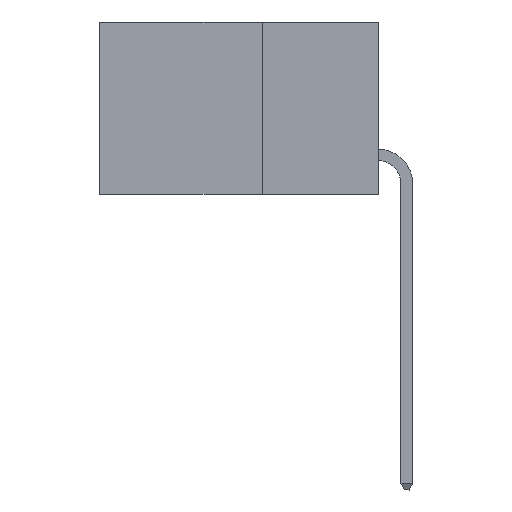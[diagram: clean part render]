
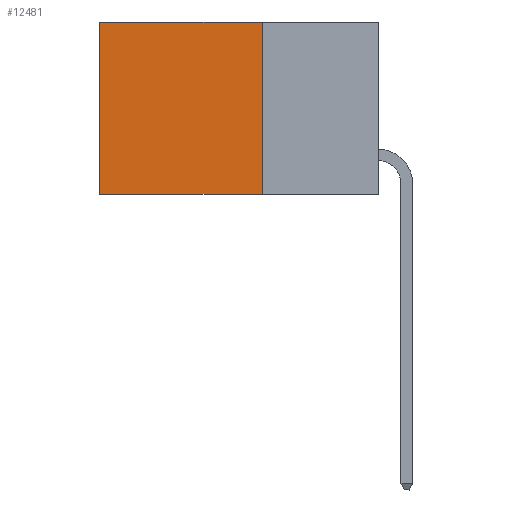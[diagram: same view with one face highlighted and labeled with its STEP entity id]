
A CAD part, left-side view. The second image highlights one B-rep face of the part: STEP entity #12481.
In plain terms, the highlighted planar face has unit normal (-1, 0, 0).
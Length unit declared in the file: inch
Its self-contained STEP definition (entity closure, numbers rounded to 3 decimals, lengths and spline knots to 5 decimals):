
#70 = ORIENTED_EDGE ( 'NONE', *, *, #14024, .F. ) ;
#595 = VERTEX_POINT ( 'NONE', #7285 ) ;
#701 = CARTESIAN_POINT ( 'NONE',  ( 0.2615, 0.25, 0. ) ) ;
#1620 = VECTOR ( 'NONE', #2537, 39.37008 ) ;
#1866 = VECTOR ( 'NONE', #4759, 39.37008 ) ;
#2537 = DIRECTION ( 'NONE',  ( 0., 0., -1. ) ) ;
#3403 = VERTEX_POINT ( 'NONE', #701 ) ;
#3977 = DIRECTION ( 'NONE',  ( 1., 0., 0. ) ) ;
#4320 = DIRECTION ( 'NONE',  ( 0., 0., -1. ) ) ;
#4328 = LINE ( 'NONE', #6677, #9172 ) ;
#4759 = DIRECTION ( 'NONE',  ( 0., 1., 0. ) ) ;
#4820 = AXIS2_PLACEMENT_3D ( 'NONE', #7765, #3977, #4320 ) ;
#5237 = FACE_OUTER_BOUND ( 'NONE', #9957, .T. ) ;
#5566 = PLANE ( 'NONE',  #4820 ) ;
#5687 = CARTESIAN_POINT ( 'NONE',  ( 0.2615, 0.25, -0.37 ) ) ;
#5786 = ORIENTED_EDGE ( 'NONE', *, *, #11160, .T. ) ;
#6023 = CARTESIAN_POINT ( 'NONE',  ( 0.2615, 0.25, 0. ) ) ;
#6414 = ORIENTED_EDGE ( 'NONE', *, *, #14958, .T. ) ;
#6677 = CARTESIAN_POINT ( 'NONE',  ( 0.2615, 0.6, -0.37 ) ) ;
#7285 = CARTESIAN_POINT ( 'NONE',  ( 0.2615, 0.6, 0. ) ) ;
#7362 = CARTESIAN_POINT ( 'NONE',  ( 0.2615, 0.25, -0.37 ) ) ;
#7485 = VERTEX_POINT ( 'NONE', #7362 ) ;
#7765 = CARTESIAN_POINT ( 'NONE',  ( 0.2615, 0.25, -0.37 ) ) ;
#7929 = DIRECTION ( 'NONE',  ( 0., 0., -1. ) ) ;
#8202 = LINE ( 'NONE', #5687, #10151 ) ;
#9172 = VECTOR ( 'NONE', #7929, 39.37008 ) ;
#9860 = EDGE_CURVE ( 'NONE', #7485, #12957, #8202, .T. ) ;
#9957 = EDGE_LOOP ( 'NONE', ( #6414, #11052, #70, #5786 ) ) ;
#10151 = VECTOR ( 'NONE', #15939, 39.37008 ) ;
#11052 = ORIENTED_EDGE ( 'NONE', *, *, #9860, .F. ) ;
#11160 = EDGE_CURVE ( 'NONE', #3403, #595, #16522, .T. ) ;
#12481 = ADVANCED_FACE ( 'NONE', ( #5237 ), #5566, .F. ) ;
#12957 = VERTEX_POINT ( 'NONE', #15953 ) ;
#13812 = CARTESIAN_POINT ( 'NONE',  ( 0.2615, 0.25, -0.37 ) ) ;
#14024 = EDGE_CURVE ( 'NONE', #3403, #7485, #14059, .T. ) ;
#14059 = LINE ( 'NONE', #13812, #1620 ) ;
#14958 = EDGE_CURVE ( 'NONE', #595, #12957, #4328, .T. ) ;
#15939 = DIRECTION ( 'NONE',  ( 0., 1., 0. ) ) ;
#15953 = CARTESIAN_POINT ( 'NONE',  ( 0.2615, 0.6, -0.37 ) ) ;
#16522 = LINE ( 'NONE', #6023, #1866 ) ;
